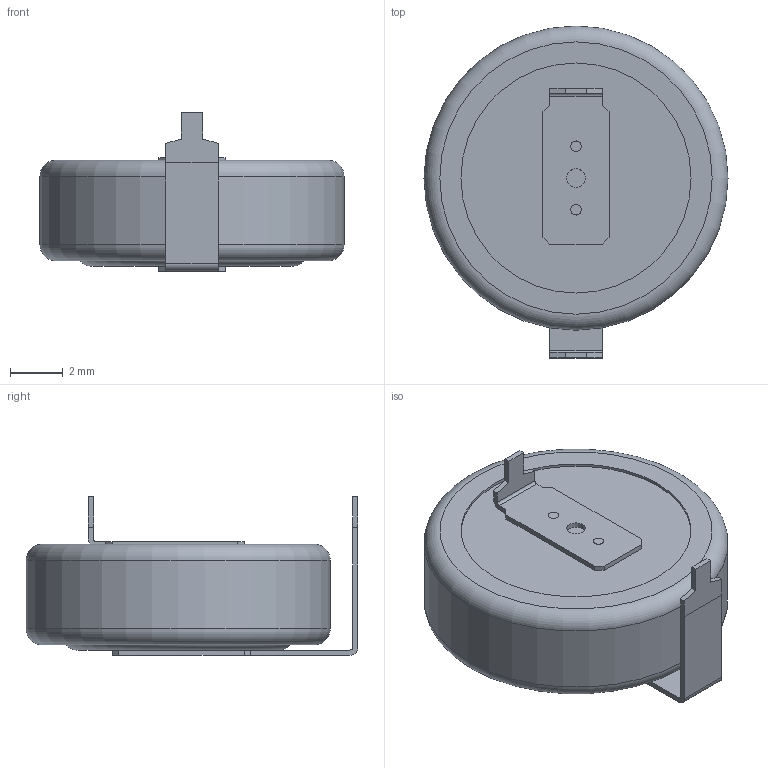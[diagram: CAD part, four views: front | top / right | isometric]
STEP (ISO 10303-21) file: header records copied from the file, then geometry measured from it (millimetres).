
FILE_DESCRIPTION(/* description */ ('STEP AP242','CAx-IF Rec.Pracs.---Representation and Presentation of Product Manufacturing Information (PMI)---4.0---2014-10-13','CAx-IF Rec.Pracs.---3D Tessellated Geometry---0.4---2014-09-14','2;1'),/* implementation_level */ '2;1');
FILE_NAME(/* name */ '68a71db5c3958b01962e5bfc',/* time_stamp */ '2025-08-21T13:23:02Z',/* author */ (''),/* organization */ (''),/* preprocessor_version */ 'ST-DEVELOPER v20',/* originating_system */ 'ONSHAPE BY PTC INC, 1.202',/* authorisation */ ' ');
FILE_SCHEMA (('AP242_MANAGED_MODEL_BASED_3D_ENGINEERING_MIM_LF { 1 0 10303 442 1 1 4 }'));
Length unit declared in the file: metre
Products named in the file (6): KR-5R5H104_224_334_474-R
Bounding box: 11.5 x 12.55 x 6 mm (x, y, z)
Surface area: 474.4 mm2 (no closed solid volume)
Topology: 0 solids, 6 shells, 70 faces, 180 edges, 120 vertices
Faces by surface type: plane 51, cylinder 15, torus 3, cone 1
Full cylindrical faces by diameter (mm): 0.4 x4, 0.7 x2, 1.1 x1, 1.3 x1, 8.7 x2, 11.5 x1
Entity records: 2174 total; most frequent: CARTESIAN_POINT 357, DIRECTION 353, ORIENTED_EDGE 291, EDGE_CURVE 163, LINE 125, VECTOR 125, VERTEX_POINT 118, AXIS2_PLACEMENT_3D 114
